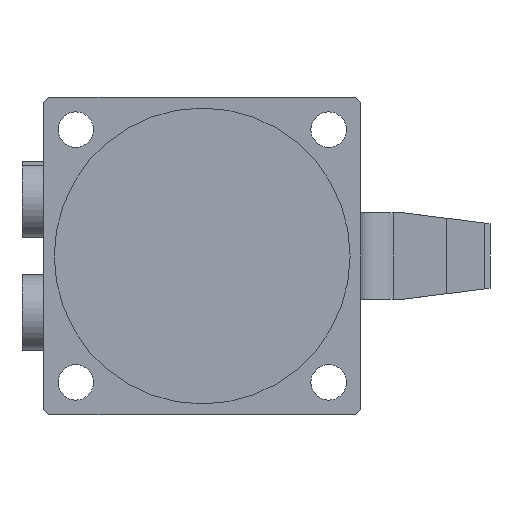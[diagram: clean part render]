
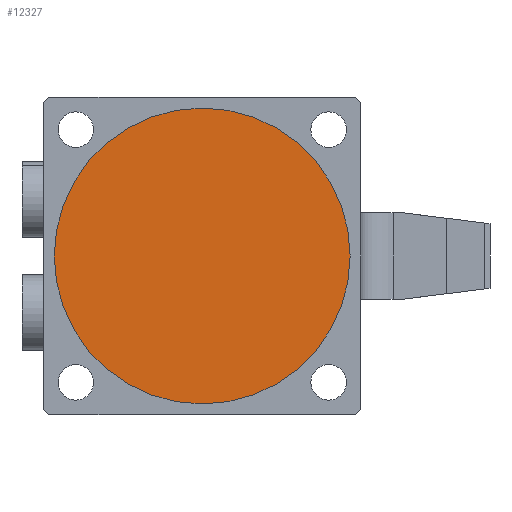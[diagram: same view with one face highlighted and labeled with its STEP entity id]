
A CAD part, front view. The second image highlights one B-rep face of the part: STEP entity #12327.
In plain terms, the highlighted planar face has unit normal (0, -1, 0).
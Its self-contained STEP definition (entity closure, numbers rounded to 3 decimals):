
#718 = AXIS2_PLACEMENT_3D ( 'NONE', #932, #10223, #2266 ) ;
#932 = CARTESIAN_POINT ( 'NONE',  ( 37.839, 10.856, 0. ) ) ;
#1389 = AXIS2_PLACEMENT_3D ( 'NONE', #15211, #7315, #16554 ) ;
#1779 = EDGE_CURVE ( 'NONE', #15251, #14954, #13960, .T. ) ;
#2195 = EDGE_LOOP ( 'NONE', ( #10012, #2372 ) ) ;
#2266 = DIRECTION ( 'NONE',  ( 0., 0., -1. ) ) ;
#2293 = CARTESIAN_POINT ( 'NONE',  ( 37.839, 10.856, 0. ) ) ;
#2372 = ORIENTED_EDGE ( 'NONE', *, *, #1779, .T. ) ;
#2984 = CARTESIAN_POINT ( 'NONE',  ( 37.839, 10.856, -27.5 ) ) ;
#3881 = EDGE_CURVE ( 'NONE', #14954, #15251, #13081, .T. ) ;
#4989 = DIRECTION ( 'NONE',  ( 0., -1., 0. ) ) ;
#7315 = DIRECTION ( 'NONE',  ( 0., -1., 0. ) ) ;
#8930 = PLANE ( 'NONE',  #11204 ) ;
#10012 = ORIENTED_EDGE ( 'NONE', *, *, #3881, .T. ) ;
#10223 = DIRECTION ( 'NONE',  ( 0., -1., 0. ) ) ;
#10334 = FACE_OUTER_BOUND ( 'NONE', #2195, .T. ) ;
#11204 = AXIS2_PLACEMENT_3D ( 'NONE', #2293, #4989, #14227 ) ;
#12327 = ADVANCED_FACE ( 'NONE', ( #10334 ), #8930, .T. ) ;
#13081 = CIRCLE ( 'NONE', #1389, 27.5 ) ;
#13960 = CIRCLE ( 'NONE', #718, 27.5 ) ;
#14227 = DIRECTION ( 'NONE',  ( 0., 0., -1. ) ) ;
#14954 = VERTEX_POINT ( 'NONE', #2984 ) ;
#15211 = CARTESIAN_POINT ( 'NONE',  ( 37.839, 10.856, 0. ) ) ;
#15251 = VERTEX_POINT ( 'NONE', #17180 ) ;
#16554 = DIRECTION ( 'NONE',  ( 0., 0., -1. ) ) ;
#17180 = CARTESIAN_POINT ( 'NONE',  ( 37.839, 10.856, 27.5 ) ) ;
